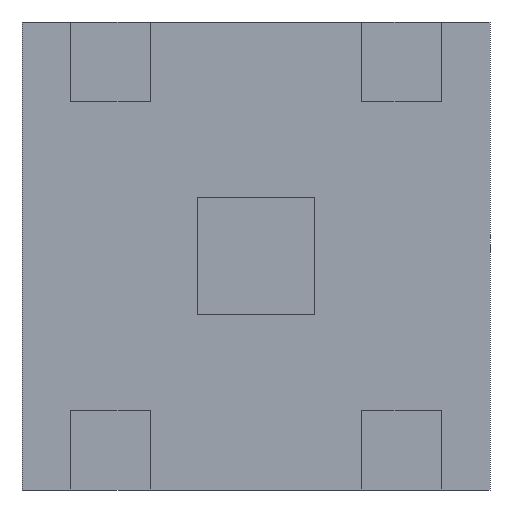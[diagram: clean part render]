
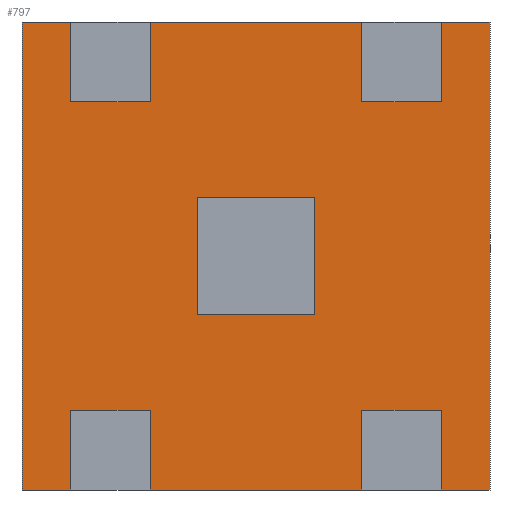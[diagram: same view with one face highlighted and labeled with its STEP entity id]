
A CAD part, front view. The second image highlights one B-rep face of the part: STEP entity #797.
In plain terms, the highlighted planar face has unit normal (0, -1, 0).
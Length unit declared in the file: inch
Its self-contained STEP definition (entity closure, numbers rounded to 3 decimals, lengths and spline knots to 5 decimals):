
#134=ORIENTED_EDGE('',*,*,#314,.T.);
#135=ORIENTED_EDGE('',*,*,#262,.F.);
#136=ORIENTED_EDGE('',*,*,#297,.T.);
#137=ORIENTED_EDGE('',*,*,#312,.T.);
#138=ORIENTED_EDGE('',*,*,#286,.T.);
#139=ORIENTED_EDGE('',*,*,#266,.F.);
#140=ORIENTED_EDGE('',*,*,#315,.F.);
#141=ORIENTED_EDGE('',*,*,#277,.T.);
#142=ORIENTED_EDGE('',*,*,#291,.T.);
#143=ORIENTED_EDGE('',*,*,#284,.F.);
#144=ORIENTED_EDGE('',*,*,#316,.F.);
#145=ORIENTED_EDGE('',*,*,#271,.T.);
#146=ORIENTED_EDGE('',*,*,#290,.T.);
#147=ORIENTED_EDGE('',*,*,#310,.T.);
#148=ORIENTED_EDGE('',*,*,#293,.T.);
#149=ORIENTED_EDGE('',*,*,#269,.T.);
#150=ORIENTED_EDGE('',*,*,#317,.T.);
#151=ORIENTED_EDGE('',*,*,#280,.F.);
#152=ORIENTED_EDGE('',*,*,#292,.T.);
#153=ORIENTED_EDGE('',*,*,#275,.T.);
#154=ORIENTED_EDGE('',*,*,#308,.F.);
#155=ORIENTED_EDGE('',*,*,#305,.F.);
#156=ORIENTED_EDGE('',*,*,#302,.F.);
#157=ORIENTED_EDGE('',*,*,#299,.F.);
#262=EDGE_CURVE('',#370,#371,#442,.T.);
#266=EDGE_CURVE('',#372,#373,#446,.T.);
#269=EDGE_CURVE('',#375,#374,#449,.T.);
#271=EDGE_CURVE('',#376,#377,#451,.T.);
#275=EDGE_CURVE('',#379,#378,#455,.T.);
#277=EDGE_CURVE('',#380,#381,#457,.T.);
#280=EDGE_CURVE('',#382,#383,#460,.T.);
#284=EDGE_CURVE('',#384,#385,#464,.T.);
#286=EDGE_CURVE('',#386,#373,#466,.T.);
#290=EDGE_CURVE('',#377,#389,#470,.T.);
#291=EDGE_CURVE('',#381,#385,#471,.T.);
#292=EDGE_CURVE('',#382,#379,#472,.T.);
#293=EDGE_CURVE('',#390,#375,#473,.T.);
#297=EDGE_CURVE('',#370,#393,#477,.T.);
#299=EDGE_CURVE('',#395,#396,#479,.T.);
#302=EDGE_CURVE('',#396,#398,#482,.T.);
#305=EDGE_CURVE('',#398,#400,#485,.T.);
#308=EDGE_CURVE('',#400,#395,#488,.T.);
#310=EDGE_CURVE('',#389,#390,#490,.T.);
#312=EDGE_CURVE('',#393,#386,#492,.T.);
#314=EDGE_CURVE('',#378,#371,#494,.T.);
#315=EDGE_CURVE('',#380,#372,#495,.T.);
#316=EDGE_CURVE('',#376,#384,#496,.T.);
#317=EDGE_CURVE('',#374,#383,#497,.T.);
#370=VERTEX_POINT('',#1110);
#371=VERTEX_POINT('',#1111);
#372=VERTEX_POINT('',#1116);
#373=VERTEX_POINT('',#1118);
#374=VERTEX_POINT('',#1122);
#375=VERTEX_POINT('',#1124);
#376=VERTEX_POINT('',#1128);
#377=VERTEX_POINT('',#1129);
#378=VERTEX_POINT('',#1134);
#379=VERTEX_POINT('',#1136);
#380=VERTEX_POINT('',#1140);
#381=VERTEX_POINT('',#1141);
#382=VERTEX_POINT('',#1146);
#383=VERTEX_POINT('',#1147);
#384=VERTEX_POINT('',#1152);
#385=VERTEX_POINT('',#1154);
#386=VERTEX_POINT('',#1158);
#389=VERTEX_POINT('',#1164);
#390=VERTEX_POINT('',#1170);
#393=VERTEX_POINT('',#1176);
#395=VERTEX_POINT('',#1181);
#396=VERTEX_POINT('',#1183);
#398=VERTEX_POINT('',#1189);
#400=VERTEX_POINT('',#1195);
#442=LINE('',#1109,#550);
#446=LINE('',#1117,#554);
#449=LINE('',#1123,#557);
#451=LINE('',#1127,#559);
#455=LINE('',#1135,#563);
#457=LINE('',#1139,#565);
#460=LINE('',#1145,#568);
#464=LINE('',#1153,#572);
#466=LINE('',#1157,#574);
#470=LINE('',#1165,#578);
#471=LINE('',#1166,#579);
#472=LINE('',#1168,#580);
#473=LINE('',#1169,#581);
#477=LINE('',#1177,#585);
#479=LINE('',#1182,#587);
#482=LINE('',#1188,#590);
#485=LINE('',#1194,#593);
#488=LINE('',#1200,#596);
#490=LINE('',#1203,#598);
#492=LINE('',#1206,#600);
#494=LINE('',#1210,#602);
#495=LINE('',#1211,#603);
#496=LINE('',#1212,#604);
#497=LINE('',#1213,#605);
#550=VECTOR('',#901,39.37008);
#554=VECTOR('',#907,39.37008);
#557=VECTOR('',#912,39.37008);
#559=VECTOR('',#916,39.37008);
#563=VECTOR('',#922,39.37008);
#565=VECTOR('',#926,39.37008);
#568=VECTOR('',#931,39.37008);
#572=VECTOR('',#937,39.37008);
#574=VECTOR('',#941,39.37008);
#578=VECTOR('',#945,39.37008);
#579=VECTOR('',#946,39.37008);
#580=VECTOR('',#949,39.37008);
#581=VECTOR('',#950,39.37008);
#585=VECTOR('',#954,39.37008);
#587=VECTOR('',#958,39.37008);
#590=VECTOR('',#963,39.37008);
#593=VECTOR('',#968,39.37008);
#596=VECTOR('',#973,39.37008);
#598=VECTOR('',#977,39.37008);
#600=VECTOR('',#981,39.37008);
#602=VECTOR('',#987,39.37008);
#603=VECTOR('',#988,39.37008);
#604=VECTOR('',#989,39.37008);
#605=VECTOR('',#990,39.37008);
#664=EDGE_LOOP('',(#134,#135,#136,#137,#138,#139,#140,#141,#142,#143,#144,
#145,#146,#147,#148,#149,#150,#151,#152,#153));
#665=EDGE_LOOP('',(#154,#155,#156,#157));
#710=FACE_BOUND('',#664,.T.);
#711=FACE_BOUND('',#665,.T.);
#755=PLANE('',#850);
#797=ADVANCED_FACE('',(#710,#711),#755,.T.);
#850=AXIS2_PLACEMENT_3D('',#1209,#985,#986);
#901=DIRECTION('',(0.,0.,-1.));
#907=DIRECTION('',(0.,0.,-1.));
#912=DIRECTION('',(0.,0.,-1.));
#916=DIRECTION('',(0.,0.,-1.));
#922=DIRECTION('',(0.,0.,-1.));
#926=DIRECTION('',(0.,0.,-1.));
#931=DIRECTION('',(0.,0.,-1.));
#937=DIRECTION('',(0.,0.,-1.));
#941=DIRECTION('',(1.,0.,0.));
#945=DIRECTION('',(1.,0.,0.));
#946=DIRECTION('',(1.,0.,0.));
#949=DIRECTION('',(-1.,0.,0.));
#950=DIRECTION('',(-1.,0.,0.));
#954=DIRECTION('',(-1.,0.,0.));
#958=DIRECTION('',(1.,0.,0.));
#963=DIRECTION('',(0.,0.,1.));
#968=DIRECTION('',(-1.,0.,0.));
#973=DIRECTION('',(0.,0.,-1.));
#977=DIRECTION('',(0.,0.,1.));
#981=DIRECTION('',(0.,0.,-1.));
#985=DIRECTION('',(0.,-1.,0.));
#986=DIRECTION('',(0.,0.,-1.));
#987=DIRECTION('',(-1.,0.,0.));
#988=DIRECTION('',(-1.,0.,0.));
#989=DIRECTION('',(-1.,0.,0.));
#990=DIRECTION('',(-1.,0.,0.));
#1109=CARTESIAN_POINT('',(-0.0396,0.02,0.1));
#1110=CARTESIAN_POINT('',(-0.0396,0.02,0.05));
#1111=CARTESIAN_POINT('',(-0.0396,0.02,0.033));
#1116=CARTESIAN_POINT('',(-0.0396,0.02,-0.033));
#1117=CARTESIAN_POINT('',(-0.0396,0.02,0.1));
#1118=CARTESIAN_POINT('',(-0.0396,0.02,-0.05));
#1122=CARTESIAN_POINT('',(0.0396,0.02,0.033));
#1123=CARTESIAN_POINT('',(0.0396,0.02,0.1));
#1124=CARTESIAN_POINT('',(0.0396,0.02,0.05));
#1127=CARTESIAN_POINT('',(0.0396,0.02,0.1));
#1128=CARTESIAN_POINT('',(0.0396,0.02,-0.033));
#1129=CARTESIAN_POINT('',(0.0396,0.02,-0.05));
#1134=CARTESIAN_POINT('',(-0.0226,0.02,0.033));
#1135=CARTESIAN_POINT('',(-0.0226,0.02,0.1));
#1136=CARTESIAN_POINT('',(-0.0226,0.02,0.05));
#1139=CARTESIAN_POINT('',(-0.0226,0.02,0.1));
#1140=CARTESIAN_POINT('',(-0.0226,0.02,-0.033));
#1141=CARTESIAN_POINT('',(-0.0226,0.02,-0.05));
#1145=CARTESIAN_POINT('',(0.0226,0.02,0.1));
#1146=CARTESIAN_POINT('',(0.0226,0.02,0.05));
#1147=CARTESIAN_POINT('',(0.0226,0.02,0.033));
#1152=CARTESIAN_POINT('',(0.0226,0.02,-0.033));
#1153=CARTESIAN_POINT('',(0.0226,0.02,0.1));
#1154=CARTESIAN_POINT('',(0.0226,0.02,-0.05));
#1157=CARTESIAN_POINT('',(0.05,0.02,-0.05));
#1158=CARTESIAN_POINT('',(-0.05,0.02,-0.05));
#1164=CARTESIAN_POINT('',(0.05,0.02,-0.05));
#1165=CARTESIAN_POINT('',(0.05,0.02,-0.05));
#1166=CARTESIAN_POINT('',(0.05,0.02,-0.05));
#1168=CARTESIAN_POINT('',(-0.05,0.02,0.05));
#1169=CARTESIAN_POINT('',(-0.05,0.02,0.05));
#1170=CARTESIAN_POINT('',(0.05,0.02,0.05));
#1176=CARTESIAN_POINT('',(-0.05,0.02,0.05));
#1177=CARTESIAN_POINT('',(-0.05,0.02,0.05));
#1181=CARTESIAN_POINT('',(-0.0125,0.02,-0.0125));
#1182=CARTESIAN_POINT('',(0.0125,0.02,-0.0125));
#1183=CARTESIAN_POINT('',(0.0125,0.02,-0.0125));
#1188=CARTESIAN_POINT('',(0.0125,0.02,0.0125));
#1189=CARTESIAN_POINT('',(0.0125,0.02,0.0125));
#1194=CARTESIAN_POINT('',(-0.0125,0.02,0.0125));
#1195=CARTESIAN_POINT('',(-0.0125,0.02,0.0125));
#1200=CARTESIAN_POINT('',(-0.0125,0.02,-0.0125));
#1203=CARTESIAN_POINT('',(0.05,0.02,0.05));
#1206=CARTESIAN_POINT('',(-0.05,0.02,-0.05));
#1209=CARTESIAN_POINT('',(-0.0396,0.02,0.1));
#1210=CARTESIAN_POINT('',(0.1,0.02,0.033));
#1211=CARTESIAN_POINT('',(0.1,0.02,-0.033));
#1212=CARTESIAN_POINT('',(0.1,0.02,-0.033));
#1213=CARTESIAN_POINT('',(0.1,0.02,0.033));
